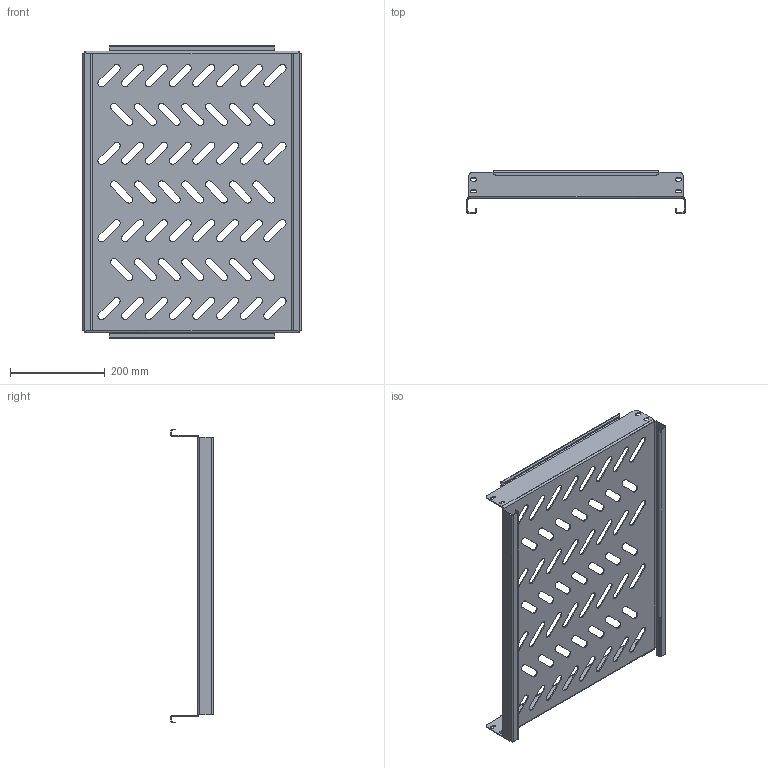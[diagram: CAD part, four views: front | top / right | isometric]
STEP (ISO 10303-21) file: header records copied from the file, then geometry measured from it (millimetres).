
FILE_DESCRIPTION (( 'STEP AP214' ), '1' );
FILE_NAME ('945.375.STEP', '2024-09-25T11:26:04', ( '' ), ( '' ), 'SwSTEP 2.0', 'SolidWorks 2021', '' );
FILE_SCHEMA (( 'AUTOMOTIVE_DESIGN' ));
Length unit declared in the file: millimetre
Products named in the file (1): 945.375
Bounding box: 460 x 90 x 620 mm (x, y, z)
Volume: 704127.2 mm3; surface area: 724366 mm2
Topology: 1 solids, 1 shells, 427 faces, 1187 edges, 762 vertices
Faces by surface type: cylinder 219, plane 200, bspline 8
Entity records: 14369 total; most frequent: CARTESIAN_POINT 2877, DIRECTION 2425, ORIENTED_EDGE 2374, EDGE_CURVE 1187, AXIS2_PLACEMENT_3D 858, VERTEX_POINT 762, LINE 709, VECTOR 709
